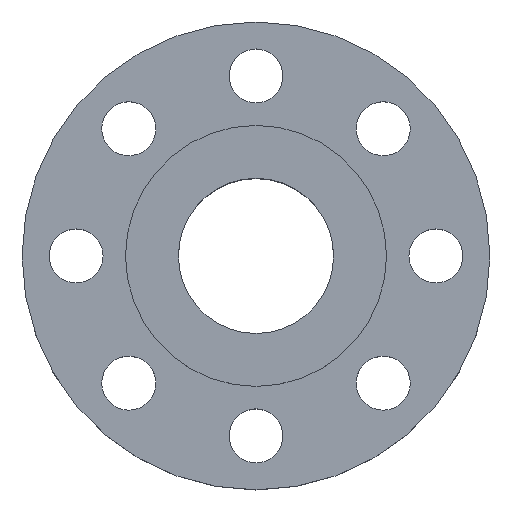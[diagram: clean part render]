
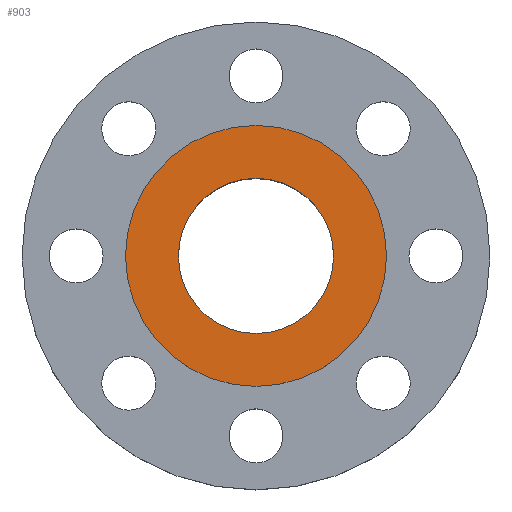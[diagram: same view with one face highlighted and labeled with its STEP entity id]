
A CAD part, top view. The second image highlights one B-rep face of the part: STEP entity #903.
In plain terms, the highlighted planar face has unit normal (0, 0, 1).
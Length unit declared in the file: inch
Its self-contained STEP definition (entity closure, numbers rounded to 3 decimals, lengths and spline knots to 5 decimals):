
#2 = EDGE_LOOP ( 'NONE', ( #686, #380 ) ) ;
#23 = DIRECTION ( 'NONE',  ( 1., 0., 0. ) ) ;
#39 = CARTESIAN_POINT ( 'NONE',  ( 1.0785, 0., 0. ) ) ;
#64 = EDGE_LOOP ( 'NONE', ( #720, #330 ) ) ;
#123 = VERTEX_POINT ( 'NONE', #214 ) ;
#126 = EDGE_CURVE ( 'NONE', #123, #180, #494, .T. ) ;
#127 = FACE_BOUND ( 'NONE', #2, .T. ) ;
#135 = VERTEX_POINT ( 'NONE', #1084 ) ;
#151 = DIRECTION ( 'NONE',  ( 0., 0., -1. ) ) ;
#180 = VERTEX_POINT ( 'NONE', #39 ) ;
#183 = DIRECTION ( 'NONE',  ( 1., 0., 0. ) ) ;
#214 = CARTESIAN_POINT ( 'NONE',  ( -1.0785, 0., 0. ) ) ;
#217 = DIRECTION ( 'NONE',  ( 0., 0., 1. ) ) ;
#230 = PLANE ( 'NONE',  #816 ) ;
#260 = DIRECTION ( 'NONE',  ( 0., 0., 1. ) ) ;
#293 = AXIS2_PLACEMENT_3D ( 'NONE', #973, #260, #183 ) ;
#305 = DIRECTION ( 'NONE',  ( 1., 0., 0. ) ) ;
#313 = DIRECTION ( 'NONE',  ( 0., 0., 1. ) ) ;
#330 = ORIENTED_EDGE ( 'NONE', *, *, #691, .T. ) ;
#380 = ORIENTED_EDGE ( 'NONE', *, *, #126, .F. ) ;
#436 = CIRCLE ( 'NONE', #582, 1.8125 ) ;
#494 = CIRCLE ( 'NONE', #653, 1.0785 ) ;
#582 = AXIS2_PLACEMENT_3D ( 'NONE', #1007, #217, #23 ) ;
#645 = CARTESIAN_POINT ( 'NONE',  ( 0., 0., 0. ) ) ;
#649 = EDGE_CURVE ( 'NONE', #180, #123, #1117, .T. ) ;
#653 = AXIS2_PLACEMENT_3D ( 'NONE', #645, #1093, #305 ) ;
#661 = DIRECTION ( 'NONE',  ( 1., 0., 0. ) ) ;
#675 = CARTESIAN_POINT ( 'NONE',  ( 0., 1.0785, 0. ) ) ;
#686 = ORIENTED_EDGE ( 'NONE', *, *, #649, .F. ) ;
#691 = EDGE_CURVE ( 'NONE', #1035, #135, #952, .T. ) ;
#720 = ORIENTED_EDGE ( 'NONE', *, *, #1151, .T. ) ;
#785 = CARTESIAN_POINT ( 'NONE',  ( -1.8125, 0., 0. ) ) ;
#816 = AXIS2_PLACEMENT_3D ( 'NONE', #675, #151, #933 ) ;
#903 = ADVANCED_FACE ( 'NONE', ( #127, #1022 ), #230, .F. ) ;
#933 = DIRECTION ( 'NONE',  ( -1., 0., 0. ) ) ;
#952 = CIRCLE ( 'NONE', #293, 1.8125 ) ;
#973 = CARTESIAN_POINT ( 'NONE',  ( 0., 0., 0. ) ) ;
#990 = AXIS2_PLACEMENT_3D ( 'NONE', #1104, #313, #661 ) ;
#1007 = CARTESIAN_POINT ( 'NONE',  ( 0., 0., 0. ) ) ;
#1022 = FACE_OUTER_BOUND ( 'NONE', #64, .T. ) ;
#1035 = VERTEX_POINT ( 'NONE', #785 ) ;
#1084 = CARTESIAN_POINT ( 'NONE',  ( 1.8125, 0., 0. ) ) ;
#1093 = DIRECTION ( 'NONE',  ( 0., 0., 1. ) ) ;
#1104 = CARTESIAN_POINT ( 'NONE',  ( 0., 0., 0. ) ) ;
#1117 = CIRCLE ( 'NONE', #990, 1.0785 ) ;
#1151 = EDGE_CURVE ( 'NONE', #135, #1035, #436, .T. ) ;
